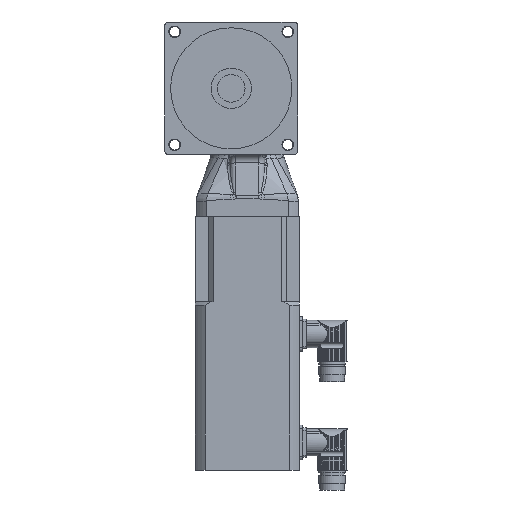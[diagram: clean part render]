
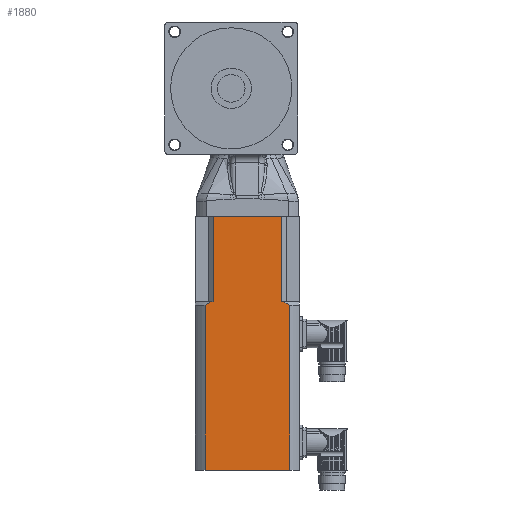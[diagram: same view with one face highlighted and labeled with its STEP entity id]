
A CAD part, front view. The second image highlights one B-rep face of the part: STEP entity #1880.
In plain terms, the highlighted planar face has unit normal (0, -1, 0).
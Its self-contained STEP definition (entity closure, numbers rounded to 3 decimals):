
#1880=ADVANCED_FACE('',(#2916),#2755,.T.);
#2755=PLANE('',#13725);
#2916=FACE_OUTER_BOUND('',#3740,.T.);
#3740=EDGE_LOOP('',(#5268,#5269,#5270,#5271,#5272,#5273,#5274,#5275,#5276,
#5277));
#4728=B_SPLINE_CURVE_WITH_KNOTS('',3,(#18945,#18946,#18947,#18948),.UNSPECIFIED.,
.F.,.F.,(4,4),(0.,1.),.UNSPECIFIED.);
#4729=B_SPLINE_CURVE_WITH_KNOTS('',3,(#18960,#18961,#18962,#18963),.UNSPECIFIED.,
.F.,.F.,(4,4),(0.,1.),.UNSPECIFIED.);
#5268=ORIENTED_EDGE('',*,*,#10521,.F.);
#5269=ORIENTED_EDGE('',*,*,#10522,.T.);
#5270=ORIENTED_EDGE('',*,*,#10523,.T.);
#5271=ORIENTED_EDGE('',*,*,#10524,.F.);
#5272=ORIENTED_EDGE('',*,*,#10525,.T.);
#5273=ORIENTED_EDGE('',*,*,#10526,.T.);
#5274=ORIENTED_EDGE('',*,*,#10527,.T.);
#5275=ORIENTED_EDGE('',*,*,#10528,.T.);
#5276=ORIENTED_EDGE('',*,*,#10529,.F.);
#5277=ORIENTED_EDGE('',*,*,#10530,.T.);
#9262=VERTEX_POINT('',#18943);
#9263=VERTEX_POINT('',#18944);
#9264=VERTEX_POINT('',#18949);
#9265=VERTEX_POINT('',#18951);
#9266=VERTEX_POINT('',#18953);
#9267=VERTEX_POINT('',#18955);
#9268=VERTEX_POINT('',#18957);
#9269=VERTEX_POINT('',#18959);
#9270=VERTEX_POINT('',#18964);
#9271=VERTEX_POINT('',#18966);
#10521=EDGE_CURVE('',#9262,#9263,#12518,.T.);
#10522=EDGE_CURVE('',#9262,#9264,#4728,.T.);
#10523=EDGE_CURVE('',#9264,#9265,#12519,.T.);
#10524=EDGE_CURVE('',#9266,#9265,#12520,.T.);
#10525=EDGE_CURVE('',#9266,#9267,#12521,.T.);
#10526=EDGE_CURVE('',#9267,#9268,#12522,.T.);
#10527=EDGE_CURVE('',#9268,#9269,#12523,.T.);
#10528=EDGE_CURVE('',#9269,#9270,#4729,.T.);
#10529=EDGE_CURVE('',#9271,#9270,#12524,.T.);
#10530=EDGE_CURVE('',#9271,#9263,#12525,.T.);
#12518=LINE('',#18942,#13121);
#12519=LINE('',#18950,#13122);
#12520=LINE('',#18952,#13123);
#12521=LINE('',#18954,#13124);
#12522=LINE('',#18956,#13125);
#12523=LINE('',#18958,#13126);
#12524=LINE('',#18965,#13127);
#12525=LINE('',#18967,#13128);
#13121=VECTOR('',#15264,1.);
#13122=VECTOR('',#15265,1.);
#13123=VECTOR('',#15266,1.);
#13124=VECTOR('',#15267,1.);
#13125=VECTOR('',#15268,1.);
#13126=VECTOR('',#15269,1.);
#13127=VECTOR('',#15270,1.);
#13128=VECTOR('',#15271,1.);
#13725=AXIS2_PLACEMENT_3D('',#18968,#15272,#15273);
#15264=DIRECTION('',(0.,0.,-1.));
#15265=DIRECTION('',(-1.,0.,0.));
#15266=DIRECTION('',(0.,0.,-1.));
#15267=DIRECTION('',(-1.,0.,0.));
#15268=DIRECTION('',(0.,0.,-1.));
#15269=DIRECTION('',(-1.,0.,0.));
#15270=DIRECTION('',(0.,0.,1.));
#15271=DIRECTION('',(1.,0.,0.));
#15272=DIRECTION('',(0.,-1.,0.));
#15273=DIRECTION('',(0.,0.,-1.));
#18942=CARTESIAN_POINT('',(81.592,0.,0.));
#18943=CARTESIAN_POINT('',(81.592,0.,108.));
#18944=CARTESIAN_POINT('',(81.592,0.,-35.));
#18945=CARTESIAN_POINT('',(81.592,0.,108.));
#18946=CARTESIAN_POINT('',(79.956,0.,109.033));
#18947=CARTESIAN_POINT('',(78.301,0.,110.035));
#18948=CARTESIAN_POINT('',(76.623,0.,111.));
#18949=CARTESIAN_POINT('',(76.623,0.,111.));
#18950=CARTESIAN_POINT('',(45.,0.,111.));
#18951=CARTESIAN_POINT('',(74.75,0.,111.));
#18952=CARTESIAN_POINT('',(74.75,0.,0.));
#18953=CARTESIAN_POINT('',(74.75,0.,185.));
#18954=CARTESIAN_POINT('',(45.,0.,185.));
#18955=CARTESIAN_POINT('',(15.25,0.,185.));
#18956=CARTESIAN_POINT('',(15.25,0.,0.));
#18957=CARTESIAN_POINT('',(15.25,0.,111.));
#18958=CARTESIAN_POINT('',(45.,0.,111.));
#18959=CARTESIAN_POINT('',(13.377,0.,111.));
#18960=CARTESIAN_POINT('',(13.377,0.,111.));
#18961=CARTESIAN_POINT('',(11.699,0.,110.035));
#18962=CARTESIAN_POINT('',(10.044,0.,109.033));
#18963=CARTESIAN_POINT('',(8.408,0.,108.));
#18964=CARTESIAN_POINT('',(8.408,0.,108.));
#18965=CARTESIAN_POINT('',(8.408,0.,0.));
#18966=CARTESIAN_POINT('',(8.408,0.,-35.));
#18967=CARTESIAN_POINT('',(45.,0.,-35.));
#18968=CARTESIAN_POINT('',(45.,0.,0.));
